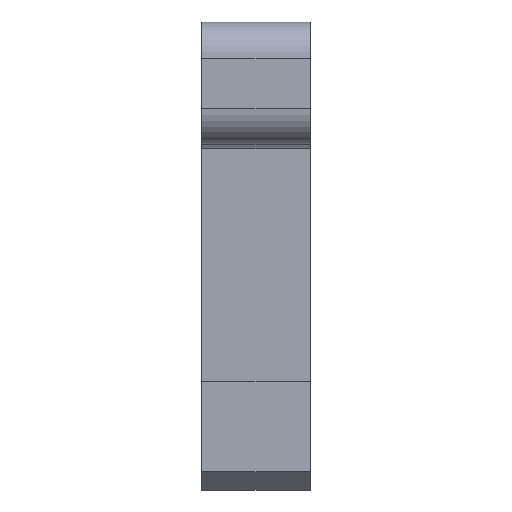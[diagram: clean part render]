
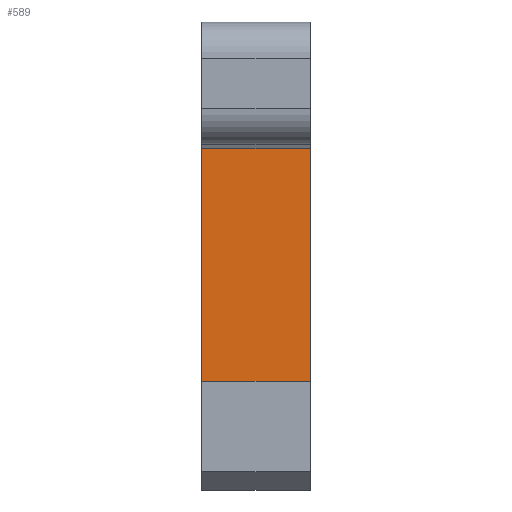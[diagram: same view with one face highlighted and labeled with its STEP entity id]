
A CAD part, front view. The second image highlights one B-rep face of the part: STEP entity #589.
In plain terms, the highlighted planar face has unit normal (0, -1, 0).
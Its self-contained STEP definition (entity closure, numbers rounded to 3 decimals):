
#143 = VECTOR ( 'NONE', #363, 1000. ) ;
#145 = VERTEX_POINT ( 'NONE', #771 ) ;
#166 = VECTOR ( 'NONE', #1129, 1000. ) ;
#187 = CARTESIAN_POINT ( 'NONE',  ( 1.5, -7.25, 0. ) ) ;
#199 = LINE ( 'NONE', #187, #455 ) ;
#211 = ORIENTED_EDGE ( 'NONE', *, *, #850, .F. ) ;
#228 = DIRECTION ( 'NONE',  ( 0., 0., 1. ) ) ;
#262 = CARTESIAN_POINT ( 'NONE',  ( 1.5, -7.25, 6.4 ) ) ;
#290 = EDGE_CURVE ( 'NONE', #733, #345, #1131, .T. ) ;
#337 = PLANE ( 'NONE',  #677 ) ;
#345 = VERTEX_POINT ( 'NONE', #540 ) ;
#355 = EDGE_LOOP ( 'NONE', ( #669, #856, #211, #825 ) ) ;
#363 = DIRECTION ( 'NONE',  ( 0., 0., -1. ) ) ;
#364 = VERTEX_POINT ( 'NONE', #653 ) ;
#373 = DIRECTION ( 'NONE',  ( 0., 0., -1. ) ) ;
#421 = LINE ( 'NONE', #262, #166 ) ;
#436 = CARTESIAN_POINT ( 'NONE',  ( 1.5, -7.25, 0. ) ) ;
#455 = VECTOR ( 'NONE', #1010, 1000. ) ;
#502 = CARTESIAN_POINT ( 'NONE',  ( -1.5, -7.25, 0. ) ) ;
#540 = CARTESIAN_POINT ( 'NONE',  ( -1.5, -7.25, 0. ) ) ;
#547 = LINE ( 'NONE', #827, #1089 ) ;
#589 = ADVANCED_FACE ( 'NONE', ( #671 ), #337, .F. ) ;
#617 = EDGE_CURVE ( 'NONE', #145, #733, #421, .T. ) ;
#653 = CARTESIAN_POINT ( 'NONE',  ( 1.5, -7.25, 0. ) ) ;
#669 = ORIENTED_EDGE ( 'NONE', *, *, #290, .T. ) ;
#671 = FACE_OUTER_BOUND ( 'NONE', #355, .T. ) ;
#677 = AXIS2_PLACEMENT_3D ( 'NONE', #436, #880, #228 ) ;
#733 = VERTEX_POINT ( 'NONE', #988 ) ;
#771 = CARTESIAN_POINT ( 'NONE',  ( 1.5, -7.25, 6.4 ) ) ;
#825 = ORIENTED_EDGE ( 'NONE', *, *, #617, .T. ) ;
#827 = CARTESIAN_POINT ( 'NONE',  ( 1.5, -7.25, 0. ) ) ;
#850 = EDGE_CURVE ( 'NONE', #145, #364, #547, .T. ) ;
#856 = ORIENTED_EDGE ( 'NONE', *, *, #964, .F. ) ;
#880 = DIRECTION ( 'NONE',  ( 0., 1., 0. ) ) ;
#964 = EDGE_CURVE ( 'NONE', #364, #345, #199, .T. ) ;
#988 = CARTESIAN_POINT ( 'NONE',  ( -1.5, -7.25, 6.4 ) ) ;
#1010 = DIRECTION ( 'NONE',  ( -1., 0., 0. ) ) ;
#1089 = VECTOR ( 'NONE', #373, 1000. ) ;
#1129 = DIRECTION ( 'NONE',  ( -1., 0., 0. ) ) ;
#1131 = LINE ( 'NONE', #502, #143 ) ;
